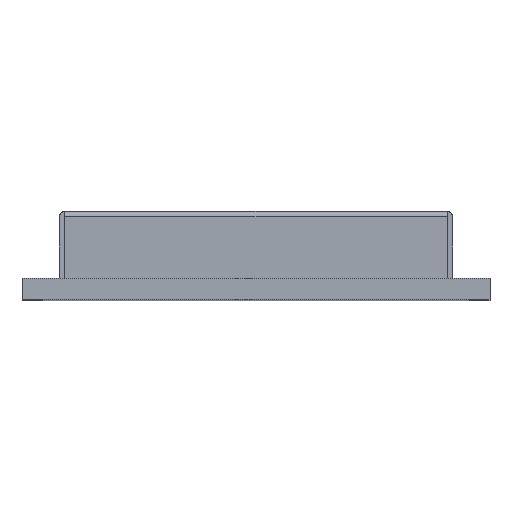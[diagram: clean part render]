
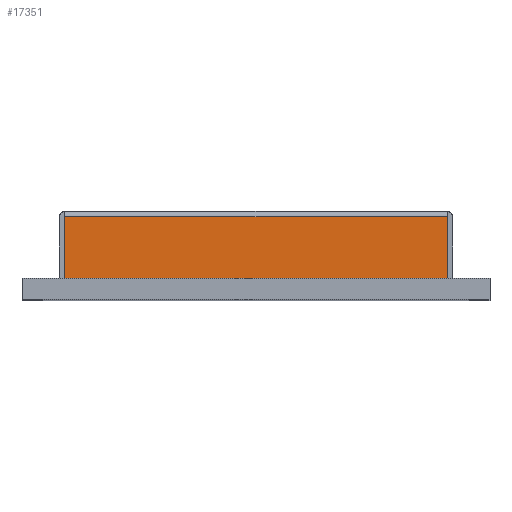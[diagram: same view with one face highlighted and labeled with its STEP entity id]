
A CAD part, top view. The second image highlights one B-rep face of the part: STEP entity #17351.
In plain terms, the highlighted planar face has unit normal (0, 0, 1).
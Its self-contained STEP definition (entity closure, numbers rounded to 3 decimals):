
#4060 = CARTESIAN_POINT ( 'NONE',  ( 7.27, 3.14, 12.675 ) ) ;
#4386 = AXIS2_PLACEMENT_3D ( 'NONE', #15183, #20659, #11232 ) ;
#4423 = LINE ( 'NONE', #4980, #13379 ) ;
#4980 = CARTESIAN_POINT ( 'NONE',  ( 7.27, 0.8, 12.675 ) ) ;
#5218 = LINE ( 'NONE', #22809, #18625 ) ;
#5330 = PLANE ( 'NONE',  #4386 ) ;
#5860 = LINE ( 'NONE', #13762, #14500 ) ;
#5947 = ORIENTED_EDGE ( 'NONE', *, *, #7142, .F. ) ;
#7142 = EDGE_CURVE ( 'NONE', #22884, #18672, #19099, .T. ) ;
#7392 = DIRECTION ( 'NONE',  ( 0., 1., 0. ) ) ;
#8546 = ORIENTED_EDGE ( 'NONE', *, *, #12612, .T. ) ;
#9333 = VERTEX_POINT ( 'NONE', #19372 ) ;
#10873 = ORIENTED_EDGE ( 'NONE', *, *, #18047, .T. ) ;
#11232 = DIRECTION ( 'NONE',  ( -1., 0., 0. ) ) ;
#12266 = VECTOR ( 'NONE', #13847, 1000. ) ;
#12612 = EDGE_CURVE ( 'NONE', #9333, #21488, #4423, .T. ) ;
#13379 = VECTOR ( 'NONE', #7392, 1000. ) ;
#13762 = CARTESIAN_POINT ( 'NONE',  ( -7.47, 0.8, 12.675 ) ) ;
#13847 = DIRECTION ( 'NONE',  ( 0., 1., 0. ) ) ;
#14302 = EDGE_LOOP ( 'NONE', ( #21915, #8546, #10873, #5947 ) ) ;
#14500 = VECTOR ( 'NONE', #15985, 1000. ) ;
#15183 = CARTESIAN_POINT ( 'NONE',  ( -7.47, 3.34, 12.675 ) ) ;
#15675 = CARTESIAN_POINT ( 'NONE',  ( -7.27, 0.8, 12.675 ) ) ;
#15985 = DIRECTION ( 'NONE',  ( 1., 0., 0. ) ) ;
#17021 = CARTESIAN_POINT ( 'NONE',  ( -7.27, 3.14, 12.675 ) ) ;
#17226 = CARTESIAN_POINT ( 'NONE',  ( -7.27, 0.8, 12.675 ) ) ;
#17351 = ADVANCED_FACE ( 'NONE', ( #23503 ), #5330, .F. ) ;
#17639 = EDGE_CURVE ( 'NONE', #22884, #9333, #5860, .T. ) ;
#18047 = EDGE_CURVE ( 'NONE', #21488, #18672, #5218, .T. ) ;
#18625 = VECTOR ( 'NONE', #20962, 1000. ) ;
#18672 = VERTEX_POINT ( 'NONE', #17021 ) ;
#19099 = LINE ( 'NONE', #15675, #12266 ) ;
#19372 = CARTESIAN_POINT ( 'NONE',  ( 7.27, 0.8, 12.675 ) ) ;
#20659 = DIRECTION ( 'NONE',  ( 0., 0., -1. ) ) ;
#20962 = DIRECTION ( 'NONE',  ( -1., 0., 0. ) ) ;
#21488 = VERTEX_POINT ( 'NONE', #4060 ) ;
#21915 = ORIENTED_EDGE ( 'NONE', *, *, #17639, .T. ) ;
#22809 = CARTESIAN_POINT ( 'NONE',  ( -7.47, 3.14, 12.675 ) ) ;
#22884 = VERTEX_POINT ( 'NONE', #17226 ) ;
#23503 = FACE_OUTER_BOUND ( 'NONE', #14302, .T. ) ;
